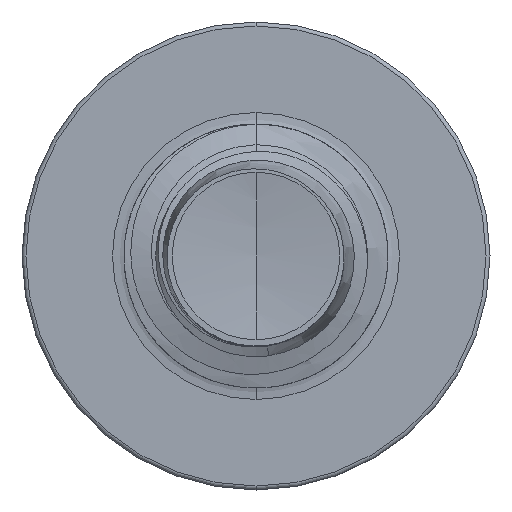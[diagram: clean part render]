
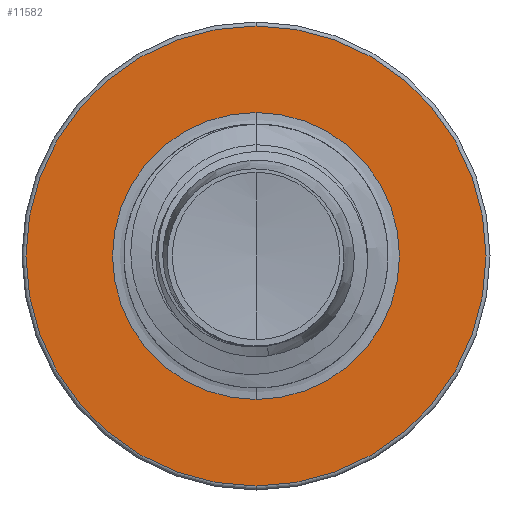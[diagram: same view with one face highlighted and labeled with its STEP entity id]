
A CAD part, front view. The second image highlights one B-rep face of the part: STEP entity #11582.
In plain terms, the highlighted planar face has unit normal (0, -1, 0).
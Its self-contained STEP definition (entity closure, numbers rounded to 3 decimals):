
#636 = EDGE_CURVE ( 'NONE', #19664, #19516, #21704, .T. ) ;
#992 = ORIENTED_EDGE ( 'NONE', *, *, #6905, .T. ) ;
#4369 = CARTESIAN_POINT ( 'NONE',  ( 0., 12.5, -1.917 ) ) ;
#6729 = AXIS2_PLACEMENT_3D ( 'NONE', #14385, #31791, #17039 ) ;
#6743 = CIRCLE ( 'NONE', #6729, 1.196 ) ;
#6905 = EDGE_CURVE ( 'NONE', #19516, #19664, #6743, .T. ) ;
#7547 = ORIENTED_EDGE ( 'NONE', *, *, #22396, .F. ) ;
#7555 = CARTESIAN_POINT ( 'NONE',  ( 0., 12.5, 0. ) ) ;
#8391 = CIRCLE ( 'NONE', #27378, 1.917 ) ;
#9753 = PLANE ( 'NONE',  #21433 ) ;
#10373 = DIRECTION ( 'NONE',  ( 0., 0., 1. ) ) ;
#10385 = DIRECTION ( 'NONE',  ( 0., 1., 0. ) ) ;
#11075 = CIRCLE ( 'NONE', #21058, 1.917 ) ;
#11582 = ADVANCED_FACE ( 'NONE', ( #28091, #21641 ), #9753, .F. ) ;
#12531 = DIRECTION ( 'NONE',  ( 0., 1., 0. ) ) ;
#12601 = CARTESIAN_POINT ( 'NONE',  ( 0., 12.5, 1.196 ) ) ;
#14385 = CARTESIAN_POINT ( 'NONE',  ( 0., 12.5, 0. ) ) ;
#14911 = CARTESIAN_POINT ( 'NONE',  ( 0., 12.5, -1.196 ) ) ;
#17039 = DIRECTION ( 'NONE',  ( 0., 0., 1. ) ) ;
#17132 = VERTEX_POINT ( 'NONE', #4369 ) ;
#17230 = ORIENTED_EDGE ( 'NONE', *, *, #636, .T. ) ;
#19516 = VERTEX_POINT ( 'NONE', #30095 ) ;
#19664 = VERTEX_POINT ( 'NONE', #12601 ) ;
#20545 = DIRECTION ( 'NONE',  ( 0., 0., 1. ) ) ;
#21058 = AXIS2_PLACEMENT_3D ( 'NONE', #25729, #10385, #28105 ) ;
#21433 = AXIS2_PLACEMENT_3D ( 'NONE', #14911, #12531, #30028 ) ;
#21641 = FACE_BOUND ( 'NONE', #22407, .T. ) ;
#21704 = CIRCLE ( 'NONE', #33397, 1.196 ) ;
#22396 = EDGE_CURVE ( 'NONE', #17132, #26342, #11075, .T. ) ;
#22407 = EDGE_LOOP ( 'NONE', ( #17230, #992 ) ) ;
#23144 = DIRECTION ( 'NONE',  ( 0., 1., 0. ) ) ;
#23317 = EDGE_LOOP ( 'NONE', ( #24833, #7547 ) ) ;
#24754 = CARTESIAN_POINT ( 'NONE',  ( 0., 12.5, 0. ) ) ;
#24833 = ORIENTED_EDGE ( 'NONE', *, *, #28016, .F. ) ;
#25718 = DIRECTION ( 'NONE',  ( 0., 1., 0. ) ) ;
#25729 = CARTESIAN_POINT ( 'NONE',  ( 0., 12.5, 0. ) ) ;
#26126 = CARTESIAN_POINT ( 'NONE',  ( 0., 12.5, 1.917 ) ) ;
#26342 = VERTEX_POINT ( 'NONE', #26126 ) ;
#27378 = AXIS2_PLACEMENT_3D ( 'NONE', #7555, #25718, #10373 ) ;
#28016 = EDGE_CURVE ( 'NONE', #26342, #17132, #8391, .T. ) ;
#28091 = FACE_OUTER_BOUND ( 'NONE', #23317, .T. ) ;
#28105 = DIRECTION ( 'NONE',  ( 0., 0., 1. ) ) ;
#30028 = DIRECTION ( 'NONE',  ( 0., 0., 1. ) ) ;
#30095 = CARTESIAN_POINT ( 'NONE',  ( 0., 12.5, -1.196 ) ) ;
#31791 = DIRECTION ( 'NONE',  ( 0., 1., 0. ) ) ;
#33397 = AXIS2_PLACEMENT_3D ( 'NONE', #24754, #23144, #20545 ) ;
